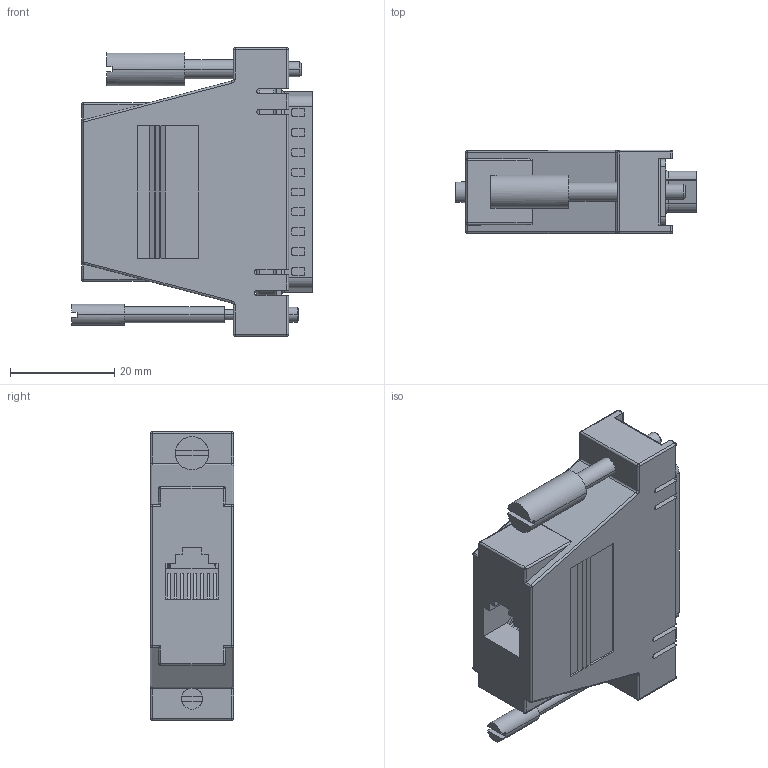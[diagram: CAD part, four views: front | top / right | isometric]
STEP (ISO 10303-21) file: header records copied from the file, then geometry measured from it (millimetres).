
FILE_DESCRIPTION (( 'STEP AP203' ), '1' );
FILE_NAME ('RA258M.STEP', '2006-06-23T20:12:17', ( 'lcom' ), ( 'lcom' ), 'SwSTEP 2.0', 'SolidWorks 2006004', '' );
FILE_SCHEMA (( 'CONFIG_CONTROL_DESIGN' ));
Length unit declared in the file: inch
Products named in the file (7): C&P25M; RA258M; CRIMP&POKE M; MA2_CSMN9 Screw; MA2_CSMN15 Screw; RA258M BODY
Assembly tree (30 placements, depth 3):
  RA258M
    MA2_CSMN15 Screw
    RA258M BODY
    MA2_CSMN9 Screw
    C&P25M
      CRIMP&POKE M  x25
      C&P25M
Bounding box: 46.1 x 16 x 55.37 mm (x, y, z)
Volume: 17049.2 mm3; surface area: 16843.7 mm2
Topology: 29 solids, 29 shells, 1274 faces, 2992 edges, 1902 vertices
Faces by surface type: cylinder 572, plane 551, cone 54, sphere 41, bspline 32, torus 24
Entity records: 30328 total; most frequent: CARTESIAN_POINT 7647, DIRECTION 4505, ORIENTED_EDGE 4316, EDGE_CURVE 2158, AXIS2_PLACEMENT_3D 1559, VERTEX_POINT 1397, VECTOR 1387, LINE 1387
